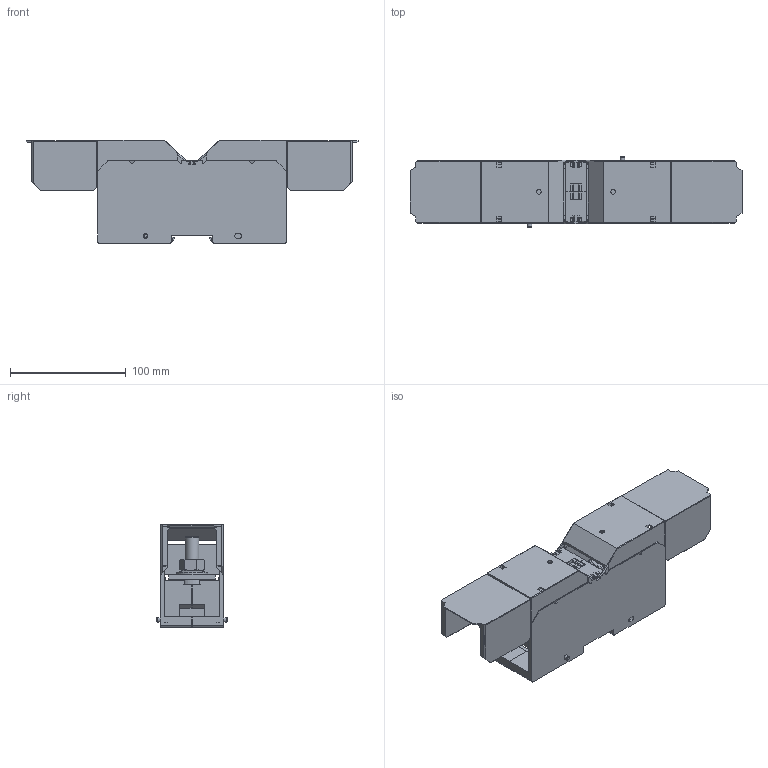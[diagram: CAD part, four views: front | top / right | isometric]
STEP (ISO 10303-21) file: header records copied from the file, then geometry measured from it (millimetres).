
FILE_DESCRIPTION(/* description */ ('Unknown'),/* implementation_level */ '2;1');
FILE_NAME(/* name */ 'SPT240_GY_3D',/* time_stamp */ '2019-09-21T15:07:41+06:00',/* author */ ('Unknown'),/* organization */ ('Unknown'),/* preprocessor_version */ 'ST-DEVELOPER v16.7',/* originating_system */ 'DEX',/* authorisation */ $);
FILE_SCHEMA (('AUTOMOTIVE_DESIGN { 1 0 10303 214 3 1 1 }','AUTOMOTIVE_DESIGN {1 0 10303 214 3 1 1}'));
Products named in the file (1): SPT185
Bounding box: 286.8 x 61.01 x 89.8 mm (x, y, z)
Volume: 330264.7 mm3; surface area: 185258.7 mm2
Topology: 4 solids, 34 shells, 1838 faces, 5944 edges, 3950 vertices
Faces by surface type: plane 1573, cylinder 227, cone 34, torus 4
Full cylindrical faces by diameter (mm): 2 x4, 2.5 x2, 4 x8, 4.3 x4, 6 x10, 11 x2, 12 x4, 12.5 x2, 13 x2, 13.3 x2, 15 x2, 25.5 x2, 27 x2
Entity records: 66745 total; most frequent: CARTESIAN_POINT 11733, ORIENTED_EDGE 11644, DIRECTION 10208, EDGE_CURVE 5822, LINE 5034, VECTOR 5034, VERTEX_POINT 3904, AXIS2_PLACEMENT_3D 2587
